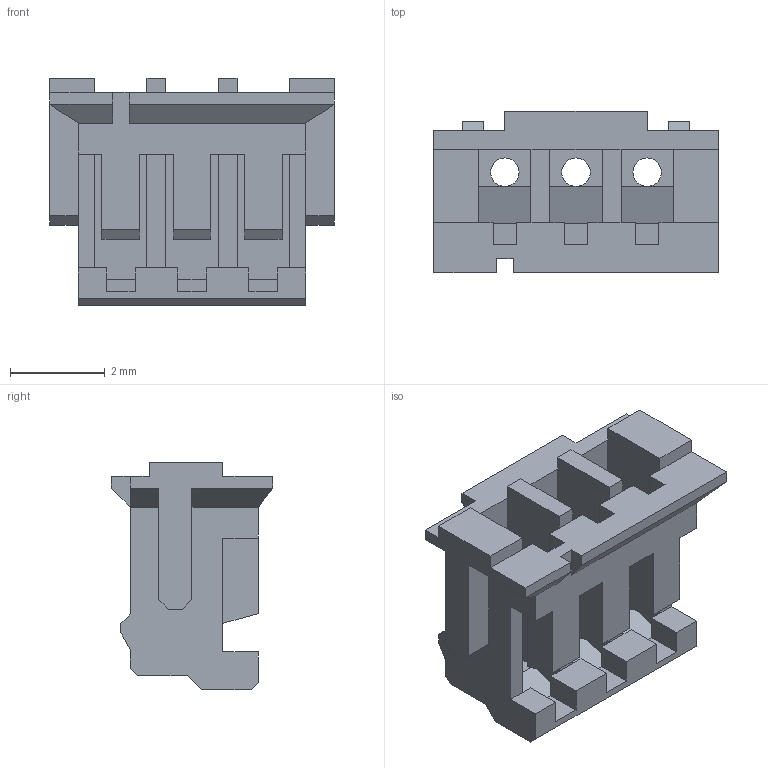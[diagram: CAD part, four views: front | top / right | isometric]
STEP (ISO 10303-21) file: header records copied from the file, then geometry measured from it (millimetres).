
FILE_DESCRIPTION(/* description */ ('Unknown'),/* implementation_level */ '2;1');
FILE_NAME(/* name */ '648003113322',/* time_stamp */ '2023-03-22T15:43:36+01:00',/* author */ ('Unknown'),/* organization */ ('Unknown'),/* preprocessor_version */ 'ST-DEVELOPER v18.102',/* originating_system */ 'Solid Edge',/* authorisation */ 'Unknown');
FILE_SCHEMA (('AUTOMOTIVE_DESIGN {1 0 10303 214 3 1 1}'));
Length unit declared in the file: millimetre
Products named in the file (2): 6480xx113322; 648003113322
Assembly tree (1 placements, depth 2):
  6480xx113322
    648003113322
Bounding box: 6 x 3.4 x 4.8 mm (x, y, z)
Volume: 33.4 mm3; surface area: 189.2 mm2
Topology: 1 solids, 1 shells, 127 faces, 365 edges, 231 vertices
Faces by surface type: plane 124, cylinder 3
Full cylindrical faces by diameter (mm): 0.6 x3
Entity records: 4060 total; most frequent: ORIENTED_EDGE 718, CARTESIAN_POINT 716, DIRECTION 623, EDGE_CURVE 359, LINE 353, VECTOR 353, VERTEX_POINT 228, AXIS2_PLACEMENT_3D 135
